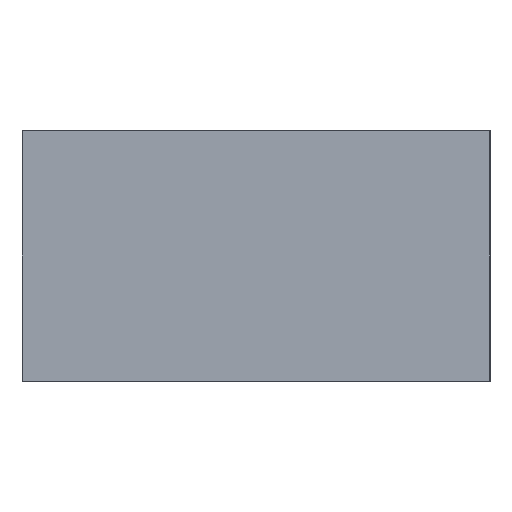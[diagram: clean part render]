
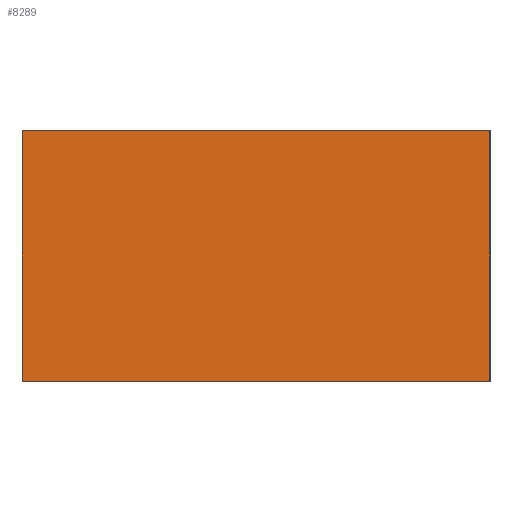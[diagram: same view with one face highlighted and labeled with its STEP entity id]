
A CAD part, left-side view. The second image highlights one B-rep face of the part: STEP entity #8289.
In plain terms, the highlighted planar face has unit normal (-1, 0, 0).
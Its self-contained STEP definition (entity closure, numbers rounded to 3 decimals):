
#713=ORIENTED_EDGE('',*,*,#1870,.T.);
#714=ORIENTED_EDGE('',*,*,#1871,.F.);
#715=ORIENTED_EDGE('',*,*,#1872,.T.);
#716=ORIENTED_EDGE('',*,*,#1820,.T.);
#1820=EDGE_CURVE('',#2400,#2399,#2904,.T.);
#1870=EDGE_CURVE('',#2399,#2448,#2936,.T.);
#1871=EDGE_CURVE('',#2449,#2448,#2937,.T.);
#1872=EDGE_CURVE('',#2449,#2400,#2938,.T.);
#2399=VERTEX_POINT('',#11455);
#2400=VERTEX_POINT('',#11457);
#2448=VERTEX_POINT('',#11669);
#2449=VERTEX_POINT('',#11671);
#2904=LINE('',#11456,#3079);
#2936=LINE('',#11668,#3111);
#2937=LINE('',#11670,#3112);
#2938=LINE('',#11672,#3113);
#3079=VECTOR('',#9586,1000.);
#3111=VECTOR('',#9644,1000.);
#3112=VECTOR('',#9645,1000.);
#3113=VECTOR('',#9646,1000.);
#3249=EDGE_LOOP('',(#713,#714,#715,#716));
#4080=FACE_BOUND('',#3249,.T.);
#4896=PLANE('',#8755);
#8289=ADVANCED_FACE('',(#4080),#4896,.F.);
#8755=AXIS2_PLACEMENT_3D('',#11667,#9642,#9643);
#9586=DIRECTION('',(0.,0.,-1.));
#9642=DIRECTION('',(1.,0.,0.));
#9643=DIRECTION('',(0.,0.,-1.));
#9644=DIRECTION('',(0.,-1.,0.));
#9645=DIRECTION('',(0.,0.,-1.));
#9646=DIRECTION('',(0.,1.,0.));
#11455=CARTESIAN_POINT('',(-65.,30.,0.));
#11456=CARTESIAN_POINT('',(-65.,30.,15.));
#11457=CARTESIAN_POINT('',(-65.,30.,32.1));
#11667=CARTESIAN_POINT('',(-65.,30.,15.));
#11668=CARTESIAN_POINT('',(-65.,30.,0.));
#11669=CARTESIAN_POINT('',(-65.,-30.,0.));
#11670=CARTESIAN_POINT('',(-65.,-30.,15.));
#11671=CARTESIAN_POINT('',(-65.,-30.,32.1));
#11672=CARTESIAN_POINT('',(-65.,-30.,32.1));
